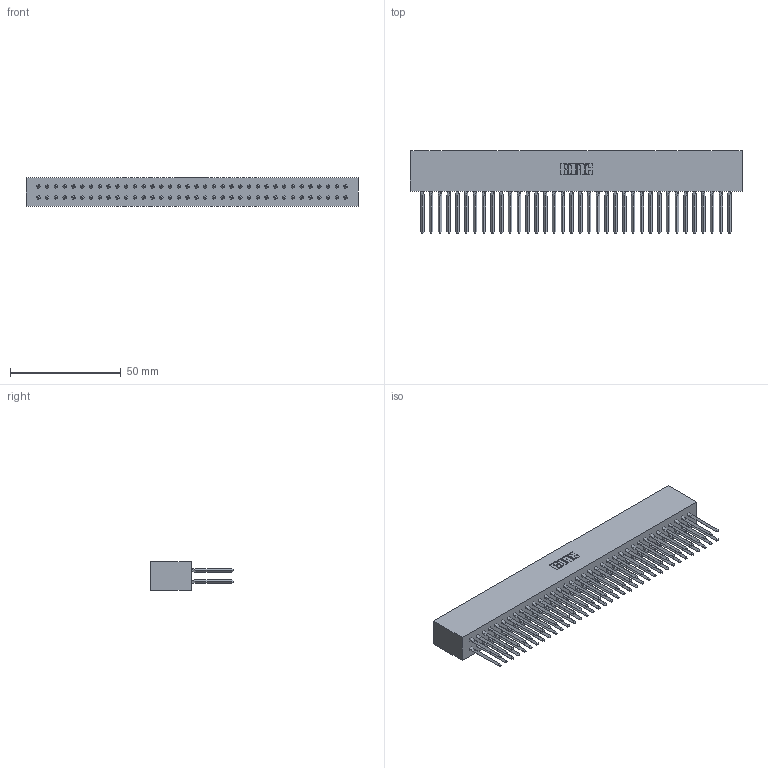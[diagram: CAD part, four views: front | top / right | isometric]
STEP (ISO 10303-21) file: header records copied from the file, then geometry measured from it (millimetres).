
FILE_DESCRIPTION (( 'STEP AP203' ), '1' );
FILE_NAME ('317-072-542-801.STEP', '2020-02-28T07:29:32', ( '' ), ( '' ), 'SwSTEP 2.0', 'SolidWorks 2016', '' );
FILE_SCHEMA (( 'CONFIG_CONTROL_DESIGN' ));
Length unit declared in the file: inch
Products named in the file (3): 317 Part_Lugless; 317-072-542-801; 317-290-003_542
Assembly tree (73 placements, depth 2):
  317-072-542-801
    317 Part_Lugless
    317-290-003_542  x72
Bounding box: 149.86 x 37.34 x 12.7 mm (x, y, z)
Volume: 26079.7 mm3; surface area: 36250.5 mm2
Topology: 73 solids, 73 shells, 4194 faces, 11759 edges, 7502 vertices
Faces by surface type: plane 3362, cylinder 544, bspline 288
Entity records: 51483 total; most frequent: CARTESIAN_POINT 9229, ORIENTED_EDGE 8892, DIRECTION 7482, EDGE_CURVE 4446, VECTOR 4284, LINE 4284, VERTEX_POINT 2958, AXIS2_PLACEMENT_3D 1599
